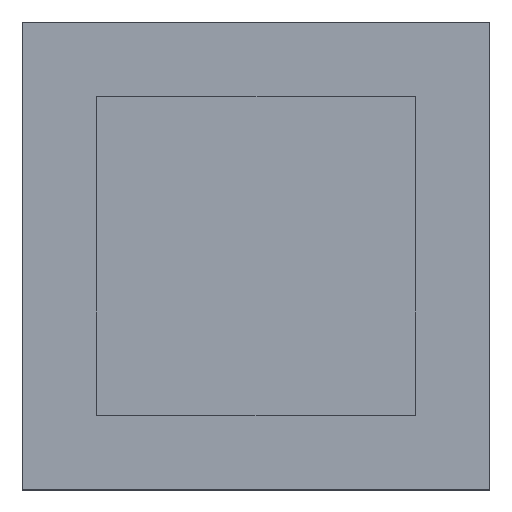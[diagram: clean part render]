
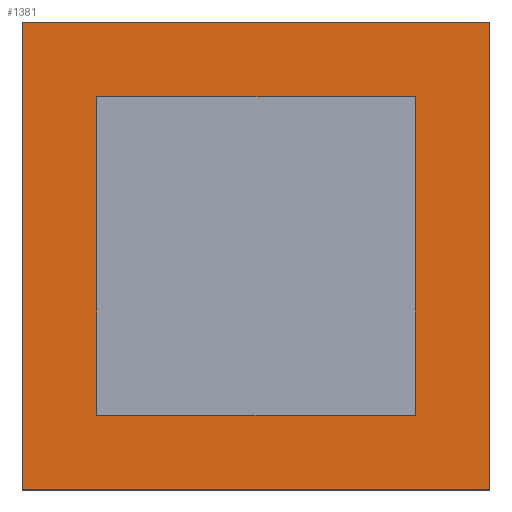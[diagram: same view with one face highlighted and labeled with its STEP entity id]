
A CAD part, top view. The second image highlights one B-rep face of the part: STEP entity #1381.
In plain terms, the highlighted planar face has unit normal (0, 0, 1).
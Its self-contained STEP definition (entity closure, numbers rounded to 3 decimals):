
#34 = ORIENTED_EDGE ( 'NONE', *, *, #1775, .T. ) ;
#92 = ORIENTED_EDGE ( 'NONE', *, *, #1499, .T. ) ;
#133 = DIRECTION ( 'NONE',  ( 1., 0., 0. ) ) ;
#218 = CARTESIAN_POINT ( 'NONE',  ( 1.175, 0., 0. ) ) ;
#252 = CARTESIAN_POINT ( 'NONE',  ( 0., -1.175, 0. ) ) ;
#280 = VERTEX_POINT ( 'NONE', #752 ) ;
#360 = EDGE_CURVE ( 'NONE', #1739, #280, #998, .T. ) ;
#370 = ORIENTED_EDGE ( 'NONE', *, *, #1636, .T. ) ;
#393 = VECTOR ( 'NONE', #549, 1000. ) ;
#399 = EDGE_LOOP ( 'NONE', ( #819, #1223, #1015, #419 ) ) ;
#419 = ORIENTED_EDGE ( 'NONE', *, *, #875, .F. ) ;
#480 = EDGE_CURVE ( 'NONE', #587, #677, #497, .T. ) ;
#497 = LINE ( 'NONE', #1164, #1732 ) ;
#505 = VECTOR ( 'NONE', #1062, 1000. ) ;
#530 = CARTESIAN_POINT ( 'NONE',  ( -1.725, 1.725, 0. ) ) ;
#549 = DIRECTION ( 'NONE',  ( -1., 0., 0. ) ) ;
#587 = VERTEX_POINT ( 'NONE', #871 ) ;
#601 = EDGE_LOOP ( 'NONE', ( #370, #1767, #34, #92 ) ) ;
#631 = DIRECTION ( 'NONE',  ( -1., 0., 0. ) ) ;
#635 = CARTESIAN_POINT ( 'NONE',  ( -1.725, -1.725, 0. ) ) ;
#677 = VERTEX_POINT ( 'NONE', #1676 ) ;
#681 = DIRECTION ( 'NONE',  ( 0., -1., 0. ) ) ;
#684 = EDGE_CURVE ( 'NONE', #1554, #1440, #1829, .T. ) ;
#686 = LINE ( 'NONE', #530, #1652 ) ;
#692 = VECTOR ( 'NONE', #1575, 1000. ) ;
#752 = CARTESIAN_POINT ( 'NONE',  ( -1.725, 1.725, 0. ) ) ;
#819 = ORIENTED_EDGE ( 'NONE', *, *, #360, .F. ) ;
#871 = CARTESIAN_POINT ( 'NONE',  ( -1.175, -1.175, 0. ) ) ;
#875 = EDGE_CURVE ( 'NONE', #280, #1554, #686, .T. ) ;
#896 = DIRECTION ( 'NONE',  ( 0., -1., 0. ) ) ;
#913 = FACE_OUTER_BOUND ( 'NONE', #399, .T. ) ;
#923 = DIRECTION ( 'NONE',  ( 0., 0., -1. ) ) ;
#946 = CARTESIAN_POINT ( 'NONE',  ( 1.725, -1.725, 0. ) ) ;
#965 = VERTEX_POINT ( 'NONE', #1323 ) ;
#993 = AXIS2_PLACEMENT_3D ( 'NONE', #1563, #923, #631 ) ;
#998 = LINE ( 'NONE', #635, #692 ) ;
#1015 = ORIENTED_EDGE ( 'NONE', *, *, #684, .F. ) ;
#1035 = CARTESIAN_POINT ( 'NONE',  ( 1.175, -1.175, 0. ) ) ;
#1062 = DIRECTION ( 'NONE',  ( -1., 0., 0. ) ) ;
#1164 = CARTESIAN_POINT ( 'NONE',  ( -1.175, 0., 0. ) ) ;
#1214 = LINE ( 'NONE', #1383, #505 ) ;
#1223 = ORIENTED_EDGE ( 'NONE', *, *, #1943, .F. ) ;
#1268 = LINE ( 'NONE', #1985, #1871 ) ;
#1309 = CARTESIAN_POINT ( 'NONE',  ( 1.725, 1.725, 0. ) ) ;
#1323 = CARTESIAN_POINT ( 'NONE',  ( 1.175, 1.175, 0. ) ) ;
#1353 = CARTESIAN_POINT ( 'NONE',  ( -1.725, -1.725, 0. ) ) ;
#1377 = VECTOR ( 'NONE', #896, 1000. ) ;
#1381 = ADVANCED_FACE ( 'NONE', ( #1643, #913 ), #1700, .F. ) ;
#1383 = CARTESIAN_POINT ( 'NONE',  ( 1.725, -1.725, 0. ) ) ;
#1391 = LINE ( 'NONE', #252, #393 ) ;
#1440 = VERTEX_POINT ( 'NONE', #946 ) ;
#1464 = LINE ( 'NONE', #218, #1876 ) ;
#1499 = EDGE_CURVE ( 'NONE', #965, #1774, #1464, .T. ) ;
#1527 = CARTESIAN_POINT ( 'NONE',  ( 1.725, 1.725, 0. ) ) ;
#1554 = VERTEX_POINT ( 'NONE', #1309 ) ;
#1563 = CARTESIAN_POINT ( 'NONE',  ( 0., 0., 0. ) ) ;
#1575 = DIRECTION ( 'NONE',  ( 0., 1., 0. ) ) ;
#1615 = DIRECTION ( 'NONE',  ( 0., 1., 0. ) ) ;
#1636 = EDGE_CURVE ( 'NONE', #1774, #587, #1391, .T. ) ;
#1643 = FACE_BOUND ( 'NONE', #601, .T. ) ;
#1652 = VECTOR ( 'NONE', #1780, 1000. ) ;
#1676 = CARTESIAN_POINT ( 'NONE',  ( -1.175, 1.175, 0. ) ) ;
#1700 = PLANE ( 'NONE',  #993 ) ;
#1732 = VECTOR ( 'NONE', #1615, 1000. ) ;
#1739 = VERTEX_POINT ( 'NONE', #1353 ) ;
#1767 = ORIENTED_EDGE ( 'NONE', *, *, #480, .T. ) ;
#1774 = VERTEX_POINT ( 'NONE', #1035 ) ;
#1775 = EDGE_CURVE ( 'NONE', #677, #965, #1268, .T. ) ;
#1780 = DIRECTION ( 'NONE',  ( 1., 0., 0. ) ) ;
#1829 = LINE ( 'NONE', #1527, #1377 ) ;
#1871 = VECTOR ( 'NONE', #133, 1000. ) ;
#1876 = VECTOR ( 'NONE', #681, 1000. ) ;
#1943 = EDGE_CURVE ( 'NONE', #1440, #1739, #1214, .T. ) ;
#1985 = CARTESIAN_POINT ( 'NONE',  ( 0., 1.175, 0. ) ) ;
